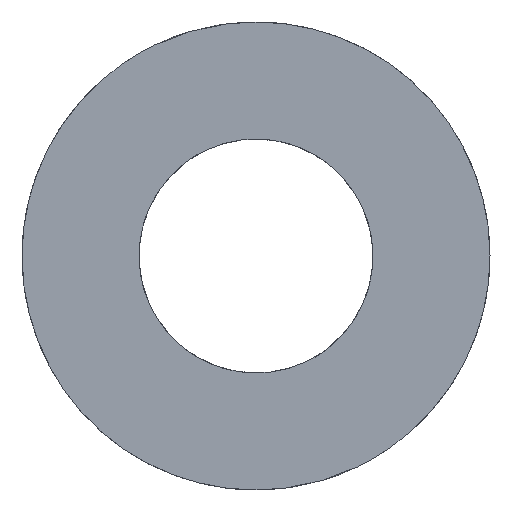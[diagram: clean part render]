
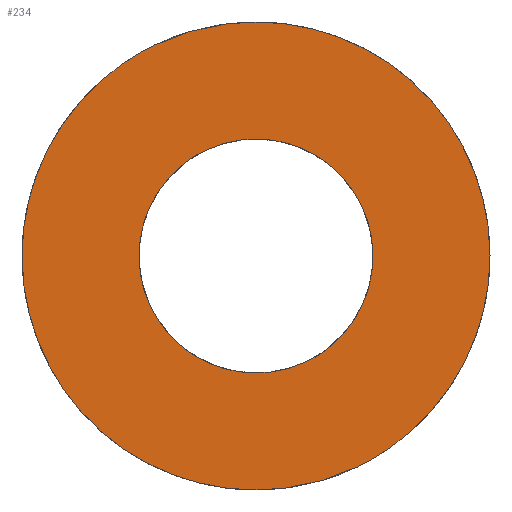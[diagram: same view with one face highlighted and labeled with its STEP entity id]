
A CAD part, front view. The second image highlights one B-rep face of the part: STEP entity #234.
In plain terms, the highlighted planar face has unit normal (0, -1, 0).
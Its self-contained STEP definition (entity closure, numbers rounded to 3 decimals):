
#6 = DIRECTION ( 'NONE',  ( 0., -1., 0. ) ) ;
#13 = CARTESIAN_POINT ( 'NONE',  ( 25.975, 41.579, 39.858 ) ) ;
#14 = CARTESIAN_POINT ( 'NONE',  ( 25.816, 41.579, 39.102 ) ) ;
#15 = CARTESIAN_POINT ( 'NONE',  ( 25.416, 41.579, 38.77 ) ) ;
#16 = CARTESIAN_POINT ( 'NONE',  ( 23.067, 41.579, 39.043 ) ) ;
#17 = CARTESIAN_POINT ( 'NONE',  ( 23.978, 41.579, 39.749 ) ) ;
#18 = CARTESIAN_POINT ( 'NONE',  ( 24.084, 41.579, 40.128 ) ) ;
#30 = CARTESIAN_POINT ( 'NONE',  ( 26.783, 41.579, 38.761 ) ) ;
#37 = CARTESIAN_POINT ( 'NONE',  ( 24.119, 41.579, 41.475 ) ) ;
#39 = CARTESIAN_POINT ( 'NONE',  ( 24.552, 41.579, 40.573 ) ) ;
#49 = CARTESIAN_POINT ( 'NONE',  ( 22.973, 41.579, 39.825 ) ) ;
#50 = CARTESIAN_POINT ( 'NONE',  ( 24.552, 41.579, 40.573 ) ) ;
#51 = CARTESIAN_POINT ( 'NONE',  ( 25.297, 41.579, 38.713 ) ) ;
#52 = CARTESIAN_POINT ( 'NONE',  ( 23.293, 41.579, 38.571 ) ) ;
#54 = CARTESIAN_POINT ( 'NONE',  ( 23.843, 41.579, 38.008 ) ) ;
#56 = AXIS2_PLACEMENT_3D ( 'NONE', #285, #6, #179 ) ;
#57 = CARTESIAN_POINT ( 'NONE',  ( 25.416, 41.579, 38.77 ) ) ;
#58 = CARTESIAN_POINT ( 'NONE',  ( 24.151, 41.579, 40.241 ) ) ;
#59 = CARTESIAN_POINT ( 'NONE',  ( 24.139, 41.579, 39.121 ) ) ;
#60 = VERTEX_POINT ( 'NONE', #57 ) ;
#69 = EDGE_CURVE ( 'NONE', #408, #130, #279, .T. ) ;
#71 = CARTESIAN_POINT ( 'NONE',  ( 26.084, 41.579, 37.981 ) ) ;
#72 = B_SPLINE_CURVE_WITH_KNOTS ( 'NONE', 3,
 ( #50, #326, #368, #435, #190, #397, #434, #431, #118, #122, #13, #291, #264, #430, #14, #363, #294, #15 ),
 .UNSPECIFIED., .F., .F.,
 ( 4, 2, 2, 2, 2, 2, 2, 2, 4 ),
 ( 0.429, 0.491, 0.554, 0.616, 0.679, 0.741, 0.804, 0.866, 0.929 ),
 .UNSPECIFIED. ) ;
#88 = CARTESIAN_POINT ( 'NONE',  ( 24.907, 41.579, 38.666 ) ) ;
#106 = CARTESIAN_POINT ( 'NONE',  ( 26.9, 41.579, 40.3 ) ) ;
#113 = EDGE_CURVE ( 'NONE', #130, #408, #384, .T. ) ;
#116 = CARTESIAN_POINT ( 'NONE',  ( 23.001, 41.579, 39.302 ) ) ;
#118 = CARTESIAN_POINT ( 'NONE',  ( 25.829, 41.579, 40.223 ) ) ;
#120 = CARTESIAN_POINT ( 'NONE',  ( 24.528, 41.579, 38.772 ) ) ;
#122 = CARTESIAN_POINT ( 'NONE',  ( 25.942, 41.579, 39.985 ) ) ;
#130 = VERTEX_POINT ( 'NONE', #37 ) ;
#148 = ORIENTED_EDGE ( 'NONE', *, *, #418, .T. ) ;
#149 = CARTESIAN_POINT ( 'NONE',  ( 24.355, 41.579, 41.588 ) ) ;
#157 = B_SPLINE_CURVE_WITH_KNOTS ( 'NONE', 3,
 ( #288, #51, #361, #88, #328, #120, #225, #271, #59, #333, #438, #17, #192, #18, #58, #411, #161, #449 ),
 .UNSPECIFIED., .F., .F.,
 ( 4, 2, 2, 2, 2, 2, 2, 2, 4 ),
 ( 0.929, 0.991, 1.054, 1.116, 1.179, 1.241, 1.304, 1.366, 1.429 ),
 .UNSPECIFIED. ) ;
#160 = CARTESIAN_POINT ( 'NONE',  ( 26.995, 41.579, 39.519 ) ) ;
#161 = CARTESIAN_POINT ( 'NONE',  ( 24.433, 41.579, 40.517 ) ) ;
#179 = DIRECTION ( 'NONE',  ( 0., 0., -1. ) ) ;
#185 = CARTESIAN_POINT ( 'NONE',  ( 25.848, 41.579, 37.868 ) ) ;
#187 = CARTESIAN_POINT ( 'NONE',  ( 23.883, 41.579, 41.362 ) ) ;
#189 = CARTESIAN_POINT ( 'NONE',  ( 23.32, 41.579, 40.812 ) ) ;
#190 = CARTESIAN_POINT ( 'NONE',  ( 25.192, 41.579, 40.659 ) ) ;
#192 = CARTESIAN_POINT ( 'NONE',  ( 23.997, 41.579, 39.88 ) ) ;
#205 = CARTESIAN_POINT ( 'NONE',  ( 26.674, 41.579, 40.772 ) ) ;
#217 = CARTESIAN_POINT ( 'NONE',  ( 25.612, 41.579, 37.755 ) ) ;
#221 = CARTESIAN_POINT ( 'NONE',  ( 24.119, 41.579, 41.475 ) ) ;
#225 = CARTESIAN_POINT ( 'NONE',  ( 24.414, 41.579, 38.839 ) ) ;
#230 = VERTEX_POINT ( 'NONE', #39 ) ;
#234 = ADVANCED_FACE ( 'NONE', ( #356, #263 ), #358, .T. ) ;
#246 = CARTESIAN_POINT ( 'NONE',  ( 25.848, 41.579, 37.868 ) ) ;
#255 = EDGE_LOOP ( 'NONE', ( #148, #378 ) ) ;
#257 = ORIENTED_EDGE ( 'NONE', *, *, #69, .F. ) ;
#258 = CARTESIAN_POINT ( 'NONE',  ( 24.073, 41.579, 37.872 ) ) ;
#263 = FACE_OUTER_BOUND ( 'NONE', #316, .T. ) ;
#264 = CARTESIAN_POINT ( 'NONE',  ( 25.971, 41.579, 39.464 ) ) ;
#266 = CARTESIAN_POINT ( 'NONE',  ( 24.614, 41.579, 41.655 ) ) ;
#271 = CARTESIAN_POINT ( 'NONE',  ( 24.218, 41.579, 39.015 ) ) ;
#273 = CARTESIAN_POINT ( 'NONE',  ( 25.137, 41.579, 41.683 ) ) ;
#278 = CARTESIAN_POINT ( 'NONE',  ( 26.648, 41.579, 38.531 ) ) ;
#279 = B_SPLINE_CURVE_WITH_KNOTS ( 'NONE', 3,
 ( #185, #217, #402, #329, #400, #258, #54, #369, #52, #16, #116, #49, #297, #441, #189, #433, #187, #298 ),
 .UNSPECIFIED., .F., .F.,
 ( 4, 2, 2, 2, 2, 2, 2, 2, 4 ),
 ( 0.929, 0.991, 1.054, 1.116, 1.179, 1.241, 1.304, 1.366, 1.429 ),
 .UNSPECIFIED. ) ;
#285 = CARTESIAN_POINT ( 'NONE',  ( 23.18, 41.579, 38.807 ) ) ;
#288 = CARTESIAN_POINT ( 'NONE',  ( 25.416, 41.579, 38.77 ) ) ;
#291 = CARTESIAN_POINT ( 'NONE',  ( 25.989, 41.579, 39.595 ) ) ;
#294 = CARTESIAN_POINT ( 'NONE',  ( 25.535, 41.579, 38.827 ) ) ;
#297 = CARTESIAN_POINT ( 'NONE',  ( 23.01, 41.579, 40.089 ) ) ;
#298 = CARTESIAN_POINT ( 'NONE',  ( 24.119, 41.579, 41.475 ) ) ;
#313 = CARTESIAN_POINT ( 'NONE',  ( 25.401, 41.579, 41.645 ) ) ;
#316 = EDGE_LOOP ( 'NONE', ( #398, #257 ) ) ;
#326 = CARTESIAN_POINT ( 'NONE',  ( 24.67, 41.579, 40.63 ) ) ;
#328 = CARTESIAN_POINT ( 'NONE',  ( 24.776, 41.579, 38.685 ) ) ;
#329 = CARTESIAN_POINT ( 'NONE',  ( 24.831, 41.579, 37.66 ) ) ;
#333 = CARTESIAN_POINT ( 'NONE',  ( 24.025, 41.579, 39.358 ) ) ;
#350 = CARTESIAN_POINT ( 'NONE',  ( 26.298, 41.579, 38.141 ) ) ;
#354 = CARTESIAN_POINT ( 'NONE',  ( 26.967, 41.579, 40.042 ) ) ;
#356 = FACE_BOUND ( 'NONE', #255, .T. ) ;
#358 = PLANE ( 'NONE',  #56 ) ;
#361 = CARTESIAN_POINT ( 'NONE',  ( 25.169, 41.579, 38.68 ) ) ;
#363 = CARTESIAN_POINT ( 'NONE',  ( 25.64, 41.579, 38.906 ) ) ;
#368 = CARTESIAN_POINT ( 'NONE',  ( 24.798, 41.579, 40.663 ) ) ;
#369 = CARTESIAN_POINT ( 'NONE',  ( 23.454, 41.579, 38.358 ) ) ;
#376 = CARTESIAN_POINT ( 'NONE',  ( 26.124, 41.579, 41.335 ) ) ;
#378 = ORIENTED_EDGE ( 'NONE', *, *, #446, .T. ) ;
#384 = B_SPLINE_CURVE_WITH_KNOTS ( 'NONE', 3,
 ( #221, #149, #266, #273, #313, #385, #376, #421, #205, #106, #354, #160, #412, #30, #278, #350, #71, #246 ),
 .UNSPECIFIED., .F., .F.,
 ( 4, 2, 2, 2, 2, 2, 2, 2, 4 ),
 ( 0.429, 0.491, 0.554, 0.616, 0.679, 0.741, 0.804, 0.866, 0.929 ),
 .UNSPECIFIED. ) ;
#385 = CARTESIAN_POINT ( 'NONE',  ( 25.895, 41.579, 41.471 ) ) ;
#397 = CARTESIAN_POINT ( 'NONE',  ( 25.44, 41.579, 40.571 ) ) ;
#398 = ORIENTED_EDGE ( 'NONE', *, *, #113, .F. ) ;
#400 = CARTESIAN_POINT ( 'NONE',  ( 24.567, 41.579, 37.698 ) ) ;
#402 = CARTESIAN_POINT ( 'NONE',  ( 25.354, 41.579, 37.689 ) ) ;
#408 = VERTEX_POINT ( 'NONE', #436 ) ;
#411 = CARTESIAN_POINT ( 'NONE',  ( 24.327, 41.579, 40.437 ) ) ;
#412 = CARTESIAN_POINT ( 'NONE',  ( 26.957, 41.579, 39.255 ) ) ;
#418 = EDGE_CURVE ( 'NONE', #230, #60, #72, .T. ) ;
#421 = CARTESIAN_POINT ( 'NONE',  ( 26.514, 41.579, 40.986 ) ) ;
#430 = CARTESIAN_POINT ( 'NONE',  ( 25.883, 41.579, 39.216 ) ) ;
#431 = CARTESIAN_POINT ( 'NONE',  ( 25.749, 41.579, 40.328 ) ) ;
#433 = CARTESIAN_POINT ( 'NONE',  ( 23.67, 41.579, 41.202 ) ) ;
#434 = CARTESIAN_POINT ( 'NONE',  ( 25.554, 41.579, 40.504 ) ) ;
#435 = CARTESIAN_POINT ( 'NONE',  ( 25.061, 41.579, 40.677 ) ) ;
#436 = CARTESIAN_POINT ( 'NONE',  ( 25.848, 41.579, 37.868 ) ) ;
#438 = CARTESIAN_POINT ( 'NONE',  ( 23.992, 41.579, 39.486 ) ) ;
#441 = CARTESIAN_POINT ( 'NONE',  ( 23.184, 41.579, 40.583 ) ) ;
#446 = EDGE_CURVE ( 'NONE', #60, #230, #157, .T. ) ;
#449 = CARTESIAN_POINT ( 'NONE',  ( 24.552, 41.579, 40.573 ) ) ;
